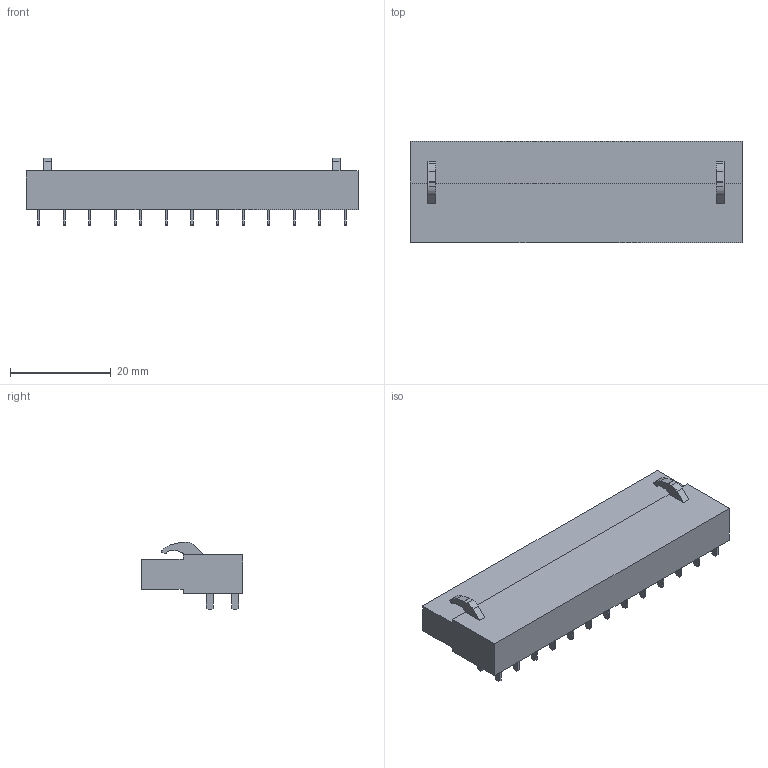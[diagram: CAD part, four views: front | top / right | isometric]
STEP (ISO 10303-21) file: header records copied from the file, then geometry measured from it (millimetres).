
FILE_DESCRIPTION(('CATIA V5 STEP Exchange','CAx-IF Rec.Pracs.--- Model Styling and Organization---1.2---2011-12-15'),'2;1');
FILE_NAME ('D1454268_0', '2018-09-01T03:01:40+00:00', ('none'), ('Weidmueller'), 'CATIA Version 5-6 Release 2014', 'CATIA V5 STEP AP214', 'none');
FILE_SCHEMA(('AUTOMOTIVE_DESIGN { 1 0 10303 214 1 1 1 1 }'));
Length unit declared in the file: millimetre
Products named in the file (1): 1648420000
Bounding box: 66.04 x 20.25 x 13.48 mm (x, y, z)
Volume: 9300.3 mm3; surface area: 4616.3 mm2
Topology: 27 solids, 27 shells, 423 faces, 984 edges, 656 vertices
Faces by surface type: plane 383, cone 26, cylinder 14
Entity records: 10795 total; most frequent: ORIENTED_EDGE 1968, CARTESIAN_POINT 1898, DIRECTION 1420, EDGE_CURVE 984, VECTOR 878, LINE 878, VERTEX_POINT 656, EDGE_LOOP 464
